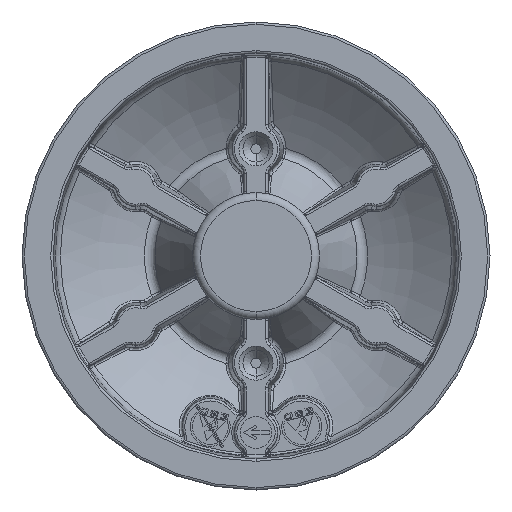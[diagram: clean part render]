
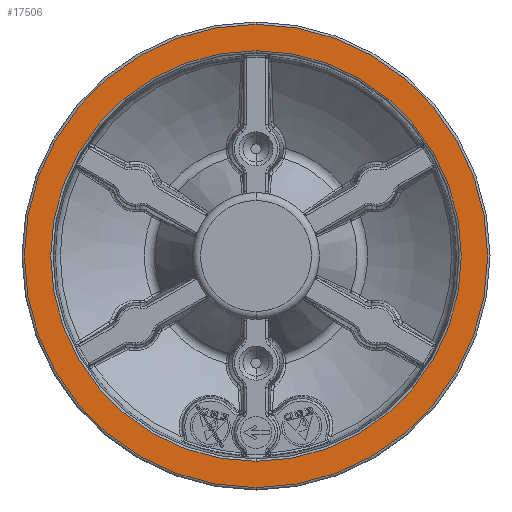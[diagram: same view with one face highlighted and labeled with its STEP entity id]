
A CAD part, front view. The second image highlights one B-rep face of the part: STEP entity #17506.
In plain terms, the highlighted planar face has unit normal (0, -1, 0).
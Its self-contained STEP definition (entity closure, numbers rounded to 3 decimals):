
#358 = CARTESIAN_POINT ( 'NONE',  ( 0., -1., 0. ) ) ;
#374 = ORIENTED_EDGE ( 'NONE', *, *, #7051, .T. ) ;
#486 = DIRECTION ( 'NONE',  ( 0., 1., 0. ) ) ;
#584 = EDGE_LOOP ( 'NONE', ( #11261, #5398 ) ) ;
#1457 = CARTESIAN_POINT ( 'NONE',  ( 0., -1., 0. ) ) ;
#1524 = CIRCLE ( 'NONE', #18959, 29.2 ) ;
#1953 = AXIS2_PLACEMENT_3D ( 'NONE', #8218, #12141, #17767 ) ;
#2655 = CIRCLE ( 'NONE', #4672, 25.885 ) ;
#4672 = AXIS2_PLACEMENT_3D ( 'NONE', #358, #486, #6322 ) ;
#5398 = ORIENTED_EDGE ( 'NONE', *, *, #14903, .T. ) ;
#6322 = DIRECTION ( 'NONE',  ( 0., 0., -1. ) ) ;
#6904 = DIRECTION ( 'NONE',  ( 0., 0., -1. ) ) ;
#7051 = EDGE_CURVE ( 'NONE', #8590, #19495, #2655, .T. ) ;
#8218 = CARTESIAN_POINT ( 'NONE',  ( -29.5, -1., 0. ) ) ;
#8590 = VERTEX_POINT ( 'NONE', #15282 ) ;
#9808 = VERTEX_POINT ( 'NONE', #11717 ) ;
#10318 = ORIENTED_EDGE ( 'NONE', *, *, #20725, .T. ) ;
#11261 = ORIENTED_EDGE ( 'NONE', *, *, #16471, .T. ) ;
#11578 = AXIS2_PLACEMENT_3D ( 'NONE', #1457, #22419, #6904 ) ;
#11717 = CARTESIAN_POINT ( 'NONE',  ( 0., -1., -29.2 ) ) ;
#11892 = FACE_BOUND ( 'NONE', #15852, .T. ) ;
#11969 = CARTESIAN_POINT ( 'NONE',  ( 0., -1., 0. ) ) ;
#12141 = DIRECTION ( 'NONE',  ( 0., -1., 0. ) ) ;
#13524 = DIRECTION ( 'NONE',  ( 0., 0., -1. ) ) ;
#14194 = PLANE ( 'NONE',  #1953 ) ;
#14613 = CARTESIAN_POINT ( 'NONE',  ( 0., -1., -25.885 ) ) ;
#14903 = EDGE_CURVE ( 'NONE', #18621, #9808, #19309, .T. ) ;
#15282 = CARTESIAN_POINT ( 'NONE',  ( 0., -1., 25.885 ) ) ;
#15734 = FACE_OUTER_BOUND ( 'NONE', #584, .T. ) ;
#15768 = DIRECTION ( 'NONE',  ( 0., 0., -1. ) ) ;
#15852 = EDGE_LOOP ( 'NONE', ( #10318, #374 ) ) ;
#16471 = EDGE_CURVE ( 'NONE', #9808, #18621, #1524, .T. ) ;
#17506 = ADVANCED_FACE ( 'NONE', ( #15734, #11892 ), #14194, .T. ) ;
#17595 = DIRECTION ( 'NONE',  ( 0., 1., 0. ) ) ;
#17767 = DIRECTION ( 'NONE',  ( 0., 0., -1. ) ) ;
#18621 = VERTEX_POINT ( 'NONE', #20008 ) ;
#18959 = AXIS2_PLACEMENT_3D ( 'NONE', #21724, #19954, #15768 ) ;
#19309 = CIRCLE ( 'NONE', #11578, 29.2 ) ;
#19495 = VERTEX_POINT ( 'NONE', #14613 ) ;
#19954 = DIRECTION ( 'NONE',  ( 0., -1., 0. ) ) ;
#20008 = CARTESIAN_POINT ( 'NONE',  ( 0., -1., 29.2 ) ) ;
#20725 = EDGE_CURVE ( 'NONE', #19495, #8590, #21131, .T. ) ;
#21131 = CIRCLE ( 'NONE', #24395, 25.885 ) ;
#21724 = CARTESIAN_POINT ( 'NONE',  ( 0., -1., 0. ) ) ;
#22419 = DIRECTION ( 'NONE',  ( 0., -1., 0. ) ) ;
#24395 = AXIS2_PLACEMENT_3D ( 'NONE', #11969, #17595, #13524 ) ;
